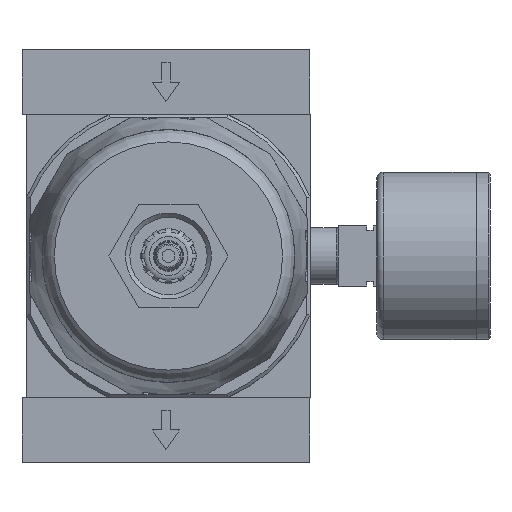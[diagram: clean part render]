
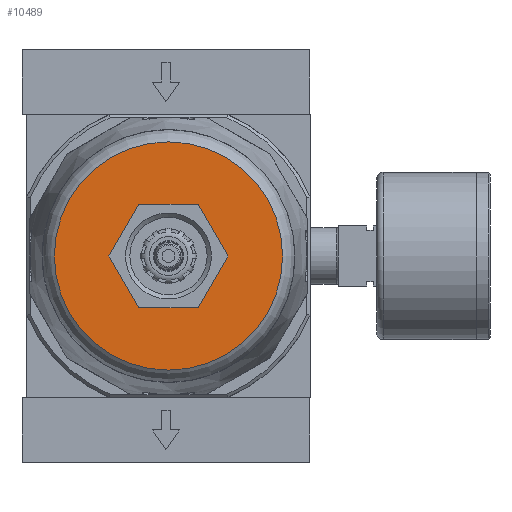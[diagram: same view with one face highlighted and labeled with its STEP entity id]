
A CAD part, front view. The second image highlights one B-rep face of the part: STEP entity #10489.
In plain terms, the highlighted planar face has unit normal (0, -1, 0).
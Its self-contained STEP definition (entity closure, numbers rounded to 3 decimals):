
#749=CIRCLE('',#11206,26.576);
#2389=ORIENTED_EDGE('',*,*,#3836,.T.);
#2390=ORIENTED_EDGE('',*,*,#3985,.T.);
#2391=ORIENTED_EDGE('',*,*,#4000,.T.);
#2392=ORIENTED_EDGE('',*,*,#3997,.T.);
#2393=ORIENTED_EDGE('',*,*,#3994,.T.);
#2394=ORIENTED_EDGE('',*,*,#3991,.T.);
#2395=ORIENTED_EDGE('',*,*,#3988,.T.);
#3836=EDGE_CURVE('',#4853,#4853,#749,.F.);
#3985=EDGE_CURVE('',#4936,#4935,#5561,.T.);
#3988=EDGE_CURVE('',#4938,#4936,#5564,.T.);
#3991=EDGE_CURVE('',#4940,#4938,#5567,.T.);
#3994=EDGE_CURVE('',#4942,#4940,#5570,.T.);
#3997=EDGE_CURVE('',#4944,#4942,#5573,.T.);
#4000=EDGE_CURVE('',#4935,#4944,#5576,.T.);
#4853=VERTEX_POINT('',#15793);
#4935=VERTEX_POINT('',#16297);
#4936=VERTEX_POINT('',#16299);
#4938=VERTEX_POINT('',#16305);
#4940=VERTEX_POINT('',#16311);
#4942=VERTEX_POINT('',#16317);
#4944=VERTEX_POINT('',#16323);
#5561=LINE('',#16298,#6101);
#5564=LINE('',#16304,#6104);
#5567=LINE('',#16310,#6107);
#5570=LINE('',#16316,#6110);
#5573=LINE('',#16322,#6113);
#5576=LINE('',#16327,#6116);
#6101=VECTOR('',#13112,1000.);
#6104=VECTOR('',#13117,1000.);
#6107=VECTOR('',#13122,1000.);
#6110=VECTOR('',#13127,1000.);
#6113=VECTOR('',#13132,1000.);
#6116=VECTOR('',#13137,1000.);
#6708=EDGE_LOOP('',(#2389));
#6709=EDGE_LOOP('',(#2390,#2391,#2392,#2393,#2394,#2395));
#7416=FACE_BOUND('',#6708,.T.);
#7417=FACE_BOUND('',#6709,.T.);
#7926=PLANE('',#11303);
#10489=ADVANCED_FACE('',(#7416,#7417),#7926,.F.);
#11206=AXIS2_PLACEMENT_3D('',#15792,#12856,#12857);
#11303=AXIS2_PLACEMENT_3D('',#16328,#13138,#13139);
#12856=DIRECTION('',(0.,1.,0.));
#12857=DIRECTION('',(0.,0.,1.));
#13112=DIRECTION('',(0.,0.,1.));
#13117=DIRECTION('',(-0.866,0.,0.5));
#13122=DIRECTION('',(-0.866,0.,-0.5));
#13127=DIRECTION('',(0.,0.,-1.));
#13132=DIRECTION('',(0.866,0.,-0.5));
#13137=DIRECTION('',(0.866,0.,0.5));
#13138=DIRECTION('',(0.,1.,0.));
#13139=DIRECTION('',(0.,0.,1.));
#15792=CARTESIAN_POINT('',(0.,-164.,0.));
#15793=CARTESIAN_POINT('',(0.,-164.,26.576));
#16297=CARTESIAN_POINT('',(-12.,-164.,6.928));
#16298=CARTESIAN_POINT('',(-12.,-164.,-6.928));
#16299=CARTESIAN_POINT('',(-12.,-164.,-6.928));
#16304=CARTESIAN_POINT('',(0.,-164.,-13.856));
#16305=CARTESIAN_POINT('',(0.,-164.,-13.856));
#16310=CARTESIAN_POINT('',(12.,-164.,-6.928));
#16311=CARTESIAN_POINT('',(12.,-164.,-6.928));
#16316=CARTESIAN_POINT('',(12.,-164.,6.928));
#16317=CARTESIAN_POINT('',(12.,-164.,6.928));
#16322=CARTESIAN_POINT('',(0.,-164.,13.856));
#16323=CARTESIAN_POINT('',(0.,-164.,13.856));
#16327=CARTESIAN_POINT('',(-12.,-164.,6.928));
#16328=CARTESIAN_POINT('',(0.,-164.,0.));
